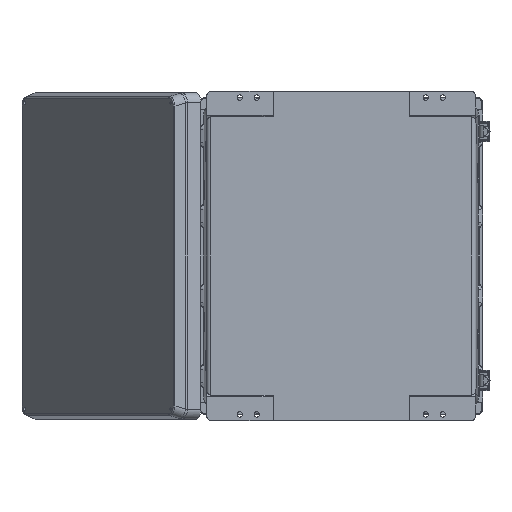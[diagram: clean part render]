
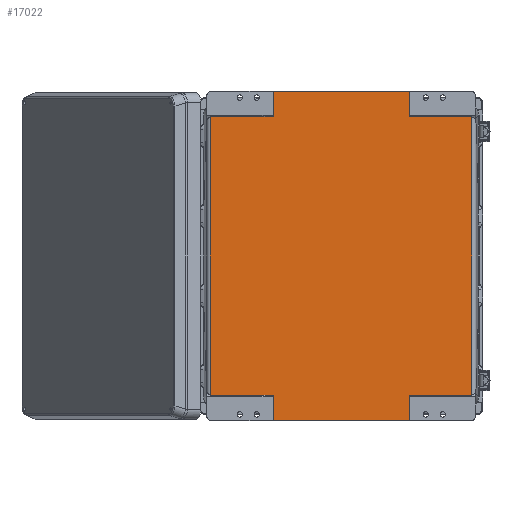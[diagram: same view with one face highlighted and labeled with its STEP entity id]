
A CAD part, front view. The second image highlights one B-rep face of the part: STEP entity #17022.
In plain terms, the highlighted planar face has unit normal (0, -1, 0).
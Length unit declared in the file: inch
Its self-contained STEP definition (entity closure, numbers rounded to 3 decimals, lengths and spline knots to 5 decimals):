
#67 = PLANE ( 'NONE',  #38792 ) ;
#178 = EDGE_CURVE ( 'NONE', #41434, #26771, #24732, .T. ) ;
#975 = ORIENTED_EDGE ( 'NONE', *, *, #16444, .T. ) ;
#1048 = DIRECTION ( 'NONE',  ( -1., 0., 0. ) ) ;
#1658 = ORIENTED_EDGE ( 'NONE', *, *, #41689, .F. ) ;
#2978 = CARTESIAN_POINT ( 'NONE',  ( 7.73754, 0.05906, -1.51961 ) ) ;
#3619 = LINE ( 'NONE', #3792, #45673 ) ;
#3675 = ORIENTED_EDGE ( 'NONE', *, *, #178, .F. ) ;
#3744 = VECTOR ( 'NONE', #31589, 39.37008 ) ;
#3792 = CARTESIAN_POINT ( 'NONE',  ( -7.73754, 0.05906, -1.51961 ) ) ;
#3958 = DIRECTION ( 'NONE',  ( 0., 0., -1. ) ) ;
#4015 = EDGE_CURVE ( 'NONE', #12532, #19448, #45184, .T. ) ;
#5029 = DIRECTION ( 'NONE',  ( 0., 0., 1. ) ) ;
#5693 = VERTEX_POINT ( 'NONE', #42503 ) ;
#6514 = VERTEX_POINT ( 'NONE', #2978 ) ;
#6943 = CARTESIAN_POINT ( 'NONE',  ( 4.03163, 0.05906, -19.48819 ) ) ;
#7912 = CARTESIAN_POINT ( 'NONE',  ( 8.11811, 0.05906, -1.51961 ) ) ;
#9427 = VECTOR ( 'NONE', #46697, 39.37008 ) ;
#9613 = CARTESIAN_POINT ( 'NONE',  ( 4.03163, 0.05906, -20.34606 ) ) ;
#9716 = CARTESIAN_POINT ( 'NONE',  ( 7.73754, 0.05906, -17.96858 ) ) ;
#10496 = VECTOR ( 'NONE', #20415, 39.37008 ) ;
#12158 = VECTOR ( 'NONE', #24385, 39.37008 ) ;
#12363 = LINE ( 'NONE', #12580, #38048 ) ;
#12532 = VERTEX_POINT ( 'NONE', #28155 ) ;
#12580 = CARTESIAN_POINT ( 'NONE',  ( 4.03163, 0.05906, 0.85787 ) ) ;
#12887 = CARTESIAN_POINT ( 'NONE',  ( -4.03163, 0.05906, -1.51961 ) ) ;
#13285 = LINE ( 'NONE', #18355, #18926 ) ;
#13770 = EDGE_CURVE ( 'NONE', #25660, #40546, #14174, .T. ) ;
#14020 = EDGE_CURVE ( 'NONE', #41434, #6514, #40404, .T. ) ;
#14174 = LINE ( 'NONE', #26257, #43291 ) ;
#14883 = VECTOR ( 'NONE', #1048, 39.37008 ) ;
#15795 = CARTESIAN_POINT ( 'NONE',  ( 8.11811, 0.05906, -17.96858 ) ) ;
#15889 = LINE ( 'NONE', #30067, #24585 ) ;
#16444 = EDGE_CURVE ( 'NONE', #5693, #25660, #40775, .T. ) ;
#17022 = ADVANCED_FACE ( 'NONE', ( #30108 ), #67, .F. ) ;
#18140 = CARTESIAN_POINT ( 'NONE',  ( -4.03163, 0.05906, 0. ) ) ;
#18355 = CARTESIAN_POINT ( 'NONE',  ( 8.11811, 0.05906, -19.48819 ) ) ;
#18853 = CARTESIAN_POINT ( 'NONE',  ( -8.11811, 0.05906, -1.51961 ) ) ;
#18926 = VECTOR ( 'NONE', #44474, 39.37008 ) ;
#19122 = EDGE_CURVE ( 'NONE', #6514, #37099, #15889, .T. ) ;
#19180 = EDGE_CURVE ( 'NONE', #21582, #38331, #30462, .T. ) ;
#19448 = VERTEX_POINT ( 'NONE', #18140 ) ;
#19756 = ORIENTED_EDGE ( 'NONE', *, *, #47734, .F. ) ;
#20205 = VECTOR ( 'NONE', #39799, 39.37008 ) ;
#20337 = LINE ( 'NONE', #43457, #10496 ) ;
#20415 = DIRECTION ( 'NONE',  ( 0., 0., 1. ) ) ;
#21582 = VERTEX_POINT ( 'NONE', #38278 ) ;
#21810 = EDGE_CURVE ( 'NONE', #38331, #19448, #20337, .T. ) ;
#22217 = ORIENTED_EDGE ( 'NONE', *, *, #23064, .F. ) ;
#23064 = EDGE_CURVE ( 'NONE', #26771, #47827, #23703, .T. ) ;
#23703 = LINE ( 'NONE', #9613, #20205 ) ;
#24385 = DIRECTION ( 'NONE',  ( 1., 0., 0. ) ) ;
#24556 = CARTESIAN_POINT ( 'NONE',  ( -8.11811, 0.05906, -17.96858 ) ) ;
#24585 = VECTOR ( 'NONE', #34331, 39.37008 ) ;
#24732 = LINE ( 'NONE', #15795, #14883 ) ;
#25660 = VERTEX_POINT ( 'NONE', #40064 ) ;
#25897 = CARTESIAN_POINT ( 'NONE',  ( -4.03163, 0.05906, -19.48819 ) ) ;
#26257 = CARTESIAN_POINT ( 'NONE',  ( -4.03163, 0.05906, -20.34606 ) ) ;
#26771 = VERTEX_POINT ( 'NONE', #37164 ) ;
#27168 = ORIENTED_EDGE ( 'NONE', *, *, #14020, .T. ) ;
#27488 = CARTESIAN_POINT ( 'NONE',  ( 8.11811, 0.05906, 0. ) ) ;
#27805 = ORIENTED_EDGE ( 'NONE', *, *, #19180, .F. ) ;
#28155 = CARTESIAN_POINT ( 'NONE',  ( 4.03163, 0.05906, 0. ) ) ;
#28671 = ORIENTED_EDGE ( 'NONE', *, *, #42257, .T. ) ;
#30067 = CARTESIAN_POINT ( 'NONE',  ( 8.11811, 0.05906, -1.51961 ) ) ;
#30108 = FACE_OUTER_BOUND ( 'NONE', #30784, .T. ) ;
#30462 = LINE ( 'NONE', #18853, #46878 ) ;
#30680 = CARTESIAN_POINT ( 'NONE',  ( 4.03163, 0.05906, -1.51961 ) ) ;
#30784 = EDGE_LOOP ( 'NONE', ( #1658, #975, #40306, #19756, #22217, #3675, #27168, #47962, #28671, #42406, #34319, #27805 ) ) ;
#31589 = DIRECTION ( 'NONE',  ( -1., 0., 0. ) ) ;
#34014 = DIRECTION ( 'NONE',  ( 0., 0., 1. ) ) ;
#34319 = ORIENTED_EDGE ( 'NONE', *, *, #21810, .F. ) ;
#34331 = DIRECTION ( 'NONE',  ( -1., 0., 0. ) ) ;
#37099 = VERTEX_POINT ( 'NONE', #30680 ) ;
#37164 = CARTESIAN_POINT ( 'NONE',  ( 4.03163, 0.05906, -17.96858 ) ) ;
#37425 = DIRECTION ( 'NONE',  ( 0., 0., 1. ) ) ;
#37619 = DIRECTION ( 'NONE',  ( 0., 1., 0. ) ) ;
#38048 = VECTOR ( 'NONE', #5029, 39.37008 ) ;
#38278 = CARTESIAN_POINT ( 'NONE',  ( -7.73754, 0.05906, -1.51961 ) ) ;
#38331 = VERTEX_POINT ( 'NONE', #12887 ) ;
#38792 = AXIS2_PLACEMENT_3D ( 'NONE', #7912, #37619, #34014 ) ;
#39799 = DIRECTION ( 'NONE',  ( 0., 0., -1. ) ) ;
#40064 = CARTESIAN_POINT ( 'NONE',  ( -4.03163, 0.05906, -17.96858 ) ) ;
#40306 = ORIENTED_EDGE ( 'NONE', *, *, #13770, .T. ) ;
#40404 = LINE ( 'NONE', #42758, #9427 ) ;
#40546 = VERTEX_POINT ( 'NONE', #25897 ) ;
#40775 = LINE ( 'NONE', #24556, #12158 ) ;
#41388 = DIRECTION ( 'NONE',  ( 1., 0., 0. ) ) ;
#41434 = VERTEX_POINT ( 'NONE', #9716 ) ;
#41689 = EDGE_CURVE ( 'NONE', #5693, #21582, #3619, .T. ) ;
#42257 = EDGE_CURVE ( 'NONE', #37099, #12532, #12363, .T. ) ;
#42406 = ORIENTED_EDGE ( 'NONE', *, *, #4015, .T. ) ;
#42503 = CARTESIAN_POINT ( 'NONE',  ( -7.73754, 0.05906, -17.96858 ) ) ;
#42758 = CARTESIAN_POINT ( 'NONE',  ( 7.73754, 0.05906, -1.51961 ) ) ;
#43291 = VECTOR ( 'NONE', #3958, 39.37008 ) ;
#43457 = CARTESIAN_POINT ( 'NONE',  ( -4.03163, 0.05906, 0.85787 ) ) ;
#44474 = DIRECTION ( 'NONE',  ( -1., 0., 0. ) ) ;
#45184 = LINE ( 'NONE', #27488, #3744 ) ;
#45673 = VECTOR ( 'NONE', #37425, 39.37008 ) ;
#46697 = DIRECTION ( 'NONE',  ( 0., 0., 1. ) ) ;
#46878 = VECTOR ( 'NONE', #41388, 39.37008 ) ;
#47734 = EDGE_CURVE ( 'NONE', #47827, #40546, #13285, .T. ) ;
#47827 = VERTEX_POINT ( 'NONE', #6943 ) ;
#47962 = ORIENTED_EDGE ( 'NONE', *, *, #19122, .T. ) ;
